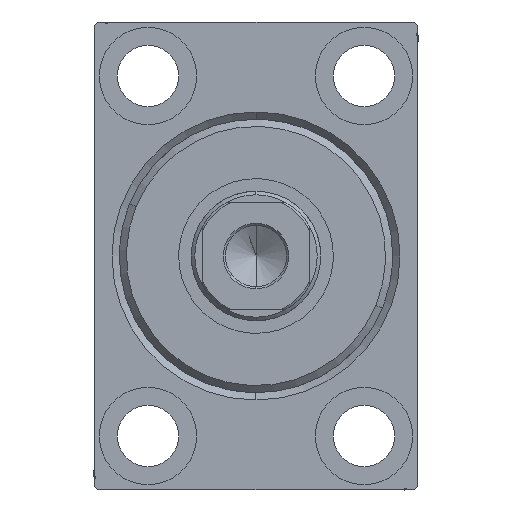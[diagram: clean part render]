
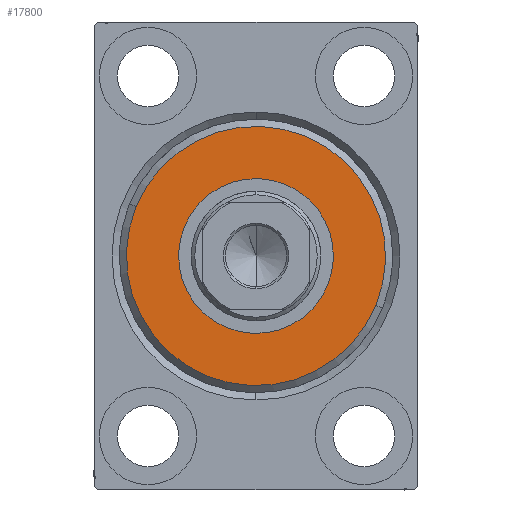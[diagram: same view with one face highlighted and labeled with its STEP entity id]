
A CAD part, left-side view. The second image highlights one B-rep face of the part: STEP entity #17800.
In plain terms, the highlighted face is planar.
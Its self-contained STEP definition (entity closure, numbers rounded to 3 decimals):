
#3114 = FACE_OUTER_BOUND ( 'NONE', #31970, .T. ) ;
#3212 = CARTESIAN_POINT ( 'NONE',  ( 3., 0., 10.75 ) ) ;
#3339 = DIRECTION ( 'NONE',  ( 1., 0., 0. ) ) ;
#4051 = CARTESIAN_POINT ( 'NONE',  ( 3., 0., 0. ) ) ;
#4630 = DIRECTION ( 'NONE',  ( 1., 0., 0. ) ) ;
#5673 = EDGE_LOOP ( 'NONE', ( #38620, #22816 ) ) ;
#6076 = ORIENTED_EDGE ( 'NONE', *, *, #30166, .T. ) ;
#7863 = CIRCLE ( 'NONE', #35225, 10.75 ) ;
#10356 = CARTESIAN_POINT ( 'NONE',  ( 3., 0., 0. ) ) ;
#10804 = DIRECTION ( 'NONE',  ( 0., 0., -1. ) ) ;
#12667 = CARTESIAN_POINT ( 'NONE',  ( 3., 0., 0. ) ) ;
#13688 = CARTESIAN_POINT ( 'NONE',  ( 3., 0., -18. ) ) ;
#14487 = EDGE_CURVE ( 'NONE', #25745, #28967, #25834, .T. ) ;
#17790 = DIRECTION ( 'NONE',  ( -1., 0., 0. ) ) ;
#17800 = ADVANCED_FACE ( 'NONE', ( #3114, #41214 ), #20474, .T. ) ;
#19297 = AXIS2_PLACEMENT_3D ( 'NONE', #28739, #3339, #32122 ) ;
#20317 = AXIS2_PLACEMENT_3D ( 'NONE', #12667, #4630, #42066 ) ;
#20474 = PLANE ( 'NONE',  #19297 ) ;
#21478 = EDGE_CURVE ( 'NONE', #21566, #37828, #7863, .T. ) ;
#21566 = VERTEX_POINT ( 'NONE', #31775 ) ;
#22816 = ORIENTED_EDGE ( 'NONE', *, *, #21478, .T. ) ;
#23190 = CARTESIAN_POINT ( 'NONE',  ( 3., 0., 18. ) ) ;
#25574 = EDGE_CURVE ( 'NONE', #37828, #21566, #28134, .T. ) ;
#25745 = VERTEX_POINT ( 'NONE', #23190 ) ;
#25834 = CIRCLE ( 'NONE', #31586, 18. ) ;
#26421 = ORIENTED_EDGE ( 'NONE', *, *, #14487, .T. ) ;
#27023 = DIRECTION ( 'NONE',  ( 1., 0., 0. ) ) ;
#28134 = CIRCLE ( 'NONE', #29588, 10.75 ) ;
#28739 = CARTESIAN_POINT ( 'NONE',  ( 3., 0., 0. ) ) ;
#28967 = VERTEX_POINT ( 'NONE', #13688 ) ;
#29588 = AXIS2_PLACEMENT_3D ( 'NONE', #4051, #17790, #31546 ) ;
#30166 = EDGE_CURVE ( 'NONE', #28967, #25745, #38313, .T. ) ;
#30882 = DIRECTION ( 'NONE',  ( -1., 0., 0. ) ) ;
#31071 = CARTESIAN_POINT ( 'NONE',  ( 3., 0., 0. ) ) ;
#31546 = DIRECTION ( 'NONE',  ( 0., 0., -1. ) ) ;
#31586 = AXIS2_PLACEMENT_3D ( 'NONE', #31071, #27023, #33801 ) ;
#31775 = CARTESIAN_POINT ( 'NONE',  ( 3., 0., -10.75 ) ) ;
#31970 = EDGE_LOOP ( 'NONE', ( #26421, #6076 ) ) ;
#32122 = DIRECTION ( 'NONE',  ( 0., 0., -1. ) ) ;
#33801 = DIRECTION ( 'NONE',  ( 0., 0., -1. ) ) ;
#35225 = AXIS2_PLACEMENT_3D ( 'NONE', #10356, #30882, #10804 ) ;
#37828 = VERTEX_POINT ( 'NONE', #3212 ) ;
#38313 = CIRCLE ( 'NONE', #20317, 18. ) ;
#38620 = ORIENTED_EDGE ( 'NONE', *, *, #25574, .T. ) ;
#41214 = FACE_BOUND ( 'NONE', #5673, .T. ) ;
#42066 = DIRECTION ( 'NONE',  ( 0., 0., -1. ) ) ;
